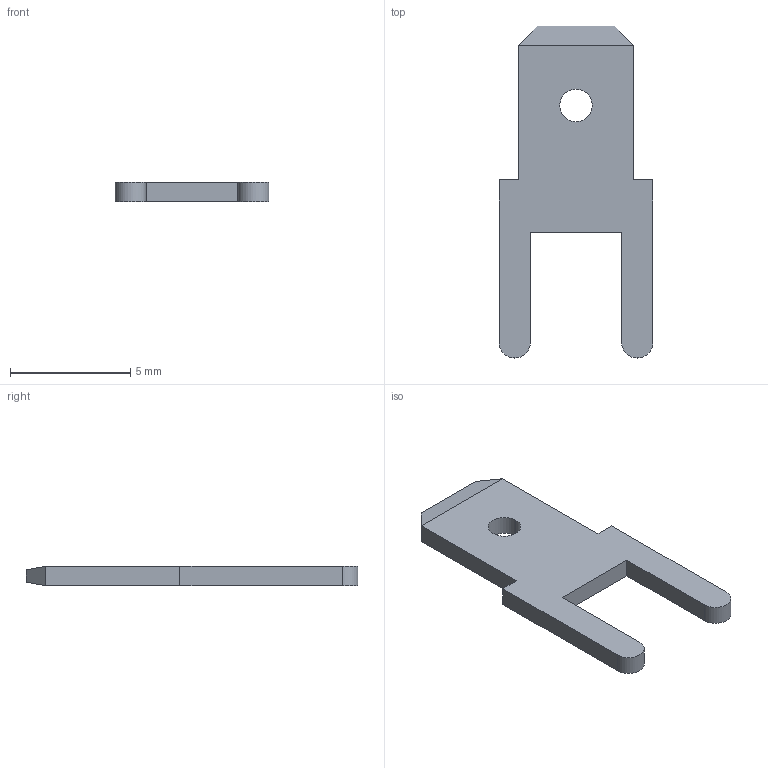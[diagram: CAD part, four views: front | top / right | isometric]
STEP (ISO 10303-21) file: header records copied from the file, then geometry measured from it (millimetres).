
FILE_DESCRIPTION((''),'2;1');
FILE_NAME('C-0726388-12-3','2007-09-03T',('workeradm'),('Tyco Electronics Corporation'),'PRO/ENGINEER BY PARAMETRIC TECHNOLOGY CORPORATION, 2005450','PRO/ENGINEER BY PARAMETRIC TECHNOLOGY CORPORATION, 2005450','');
FILE_SCHEMA(('CONFIG_CONTROL_DESIGN', 'GEOMETRIC_VALIDATION_PROPERTIES_MIM'));
Length unit declared in the file: millimetre
Products named in the file (1): C-0726388-12-3
Bounding box: 6.4 x 13.8 x 0.8 mm (x, y, z)
Volume: 44.3 mm3; surface area: 153 mm2
Topology: 1 solids, 1 shells, 20 faces, 50 edges, 32 vertices
Faces by surface type: plane 16, cylinder 4
Entity records: 723 total; most frequent: CARTESIAN_POINT 103, ORIENTED_EDGE 100, DIRECTION 98, COLOUR_RGB 64, EDGE_CURVE 50, VECTOR 42, LINE 42, VERTEX_POINT 32
